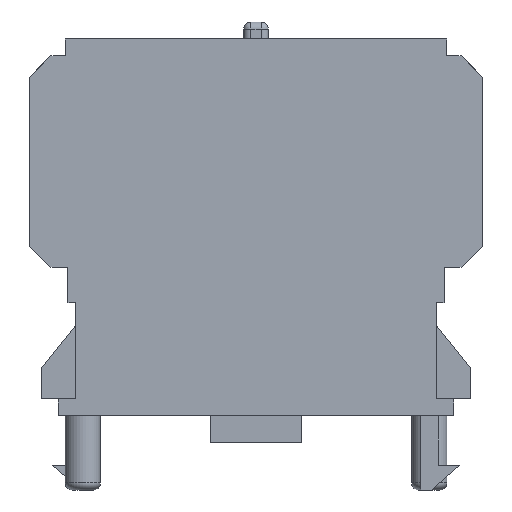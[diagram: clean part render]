
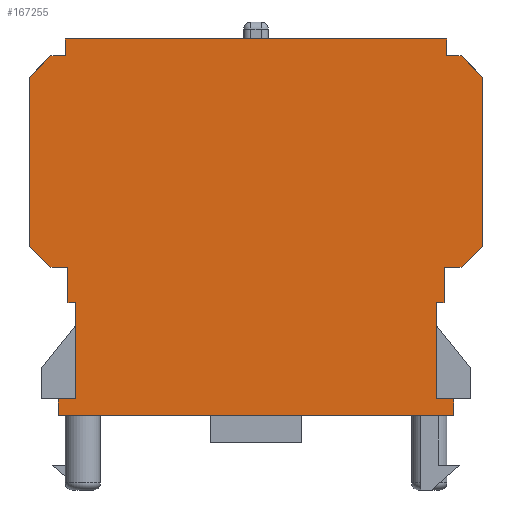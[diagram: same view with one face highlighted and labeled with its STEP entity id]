
A CAD part, left-side view. The second image highlights one B-rep face of the part: STEP entity #167255.
In plain terms, the highlighted planar face has unit normal (-1, 0, 0).
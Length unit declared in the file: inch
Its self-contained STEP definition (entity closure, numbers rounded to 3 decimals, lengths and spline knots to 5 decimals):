
#34304=CARTESIAN_POINT('',(-0.72343,-0.50197,-0.15945));
#34305=VERTEX_POINT('',#34304);
#34312=CARTESIAN_POINT('',(-0.72343,-0.55118,-0.15945));
#34313=VERTEX_POINT('',#34312);
#34314=CARTESIAN_POINT('',(-0.72343,-0.50197,-0.15945));
#34315=DIRECTION('',(0.0,-1.0,0.0));
#34316=VECTOR('',#34315,0.04921);
#34317=LINE('',#34314,#34316);
#34318=EDGE_CURVE('',#34305,#34313,#34317,.T.);
#34848=CARTESIAN_POINT('',(-0.72343,0.55118,-0.15945));
#34849=VERTEX_POINT('',#34848);
#34856=CARTESIAN_POINT('',(-0.72343,0.50197,-0.15945));
#34857=VERTEX_POINT('',#34856);
#34858=CARTESIAN_POINT('',(-0.72343,0.50197,-0.15945));
#34859=DIRECTION('',(0.0,1.0,0.0));
#34860=VECTOR('',#34859,0.04921);
#34861=LINE('',#34858,#34860);
#34862=EDGE_CURVE('',#34857,#34849,#34861,.T.);
#90167=CARTESIAN_POINT('',(-0.72343,-0.5315,0.84252));
#90168=VERTEX_POINT('',#90167);
#90169=CARTESIAN_POINT('',(-0.72343,0.5315,0.84252));
#90170=VERTEX_POINT('',#90169);
#90171=CARTESIAN_POINT('',(-0.72343,-0.5315,0.84252));
#90172=DIRECTION('',(0.0,1.0,0.0));
#90173=VECTOR('',#90172,1.06299);
#90174=LINE('',#90171,#90173);
#90175=EDGE_CURVE('',#90168,#90170,#90174,.T.);
#102733=CARTESIAN_POINT('',(-0.72343,0.5315,0.79528));
#102734=VERTEX_POINT('',#102733);
#102741=CARTESIAN_POINT('',(-0.72343,0.5315,0.84252));
#102742=DIRECTION('',(0.0,0.0,-1.0));
#102743=VECTOR('',#102742,0.04724);
#102744=LINE('',#102741,#102743);
#102745=EDGE_CURVE('',#90170,#102734,#102744,.T.);
#102756=CARTESIAN_POINT('',(-0.72343,-0.5315,0.79528));
#102757=VERTEX_POINT('',#102756);
#102758=CARTESIAN_POINT('',(-0.72343,-0.5315,0.84252));
#102759=DIRECTION('',(0.0,0.0,-1.0));
#102760=VECTOR('',#102759,0.04724);
#102761=LINE('',#102758,#102760);
#102762=EDGE_CURVE('',#90168,#102757,#102761,.T.);
#102936=CARTESIAN_POINT('',(-0.72343,-0.57087,0.79528));
#102937=VERTEX_POINT('',#102936);
#102938=CARTESIAN_POINT('',(-0.72343,-0.57087,0.79528));
#102939=DIRECTION('',(0.0,1.0,0.0));
#102940=VECTOR('',#102939,0.03937);
#102941=LINE('',#102938,#102940);
#102942=EDGE_CURVE('',#102937,#102757,#102941,.T.);
#102992=CARTESIAN_POINT('',(-0.72343,0.57087,0.79528));
#102993=VERTEX_POINT('',#102992);
#103000=CARTESIAN_POINT('',(-0.72343,0.5315,0.79528));
#103001=DIRECTION('',(0.0,1.0,0.0));
#103002=VECTOR('',#103001,0.03937);
#103003=LINE('',#103000,#103002);
#103004=EDGE_CURVE('',#102734,#102993,#103003,.T.);
#144447=CARTESIAN_POINT('',(-0.72343,0.52362,0.20669));
#144448=VERTEX_POINT('',#144447);
#144455=CARTESIAN_POINT('',(-0.72343,0.57087,0.20669));
#144456=VERTEX_POINT('',#144455);
#144457=CARTESIAN_POINT('',(-0.72343,0.57087,0.20669));
#144458=DIRECTION('',(0.0,-1.0,0.0));
#144459=VECTOR('',#144458,0.04724);
#144460=LINE('',#144457,#144459);
#144461=EDGE_CURVE('',#144456,#144448,#144460,.T.);
#144638=CARTESIAN_POINT('',(-0.72343,0.62992,0.73622));
#144639=VERTEX_POINT('',#144638);
#144640=CARTESIAN_POINT('',(-0.72343,0.62992,0.73622));
#144641=DIRECTION('',(0.0,-0.707,0.707));
#144642=VECTOR('',#144641,0.08352);
#144643=LINE('',#144640,#144642);
#144644=EDGE_CURVE('',#144639,#102993,#144643,.T.);
#144725=CARTESIAN_POINT('',(-0.72343,0.62992,0.26575));
#144726=VERTEX_POINT('',#144725);
#144733=CARTESIAN_POINT('',(-0.72343,0.62992,0.26575));
#144734=DIRECTION('',(0.0,0.0,1.0));
#144735=VECTOR('',#144734,0.47047);
#144736=LINE('',#144733,#144735);
#144737=EDGE_CURVE('',#144726,#144639,#144736,.T.);
#144747=CARTESIAN_POINT('',(-0.72343,0.57087,0.20669));
#144748=DIRECTION('',(0.0,0.707,0.707));
#144749=VECTOR('',#144748,0.08352);
#144750=LINE('',#144747,#144749);
#144751=EDGE_CURVE('',#144456,#144726,#144750,.T.);
#145973=CARTESIAN_POINT('',(-0.72343,-0.62992,0.73622));
#145974=VERTEX_POINT('',#145973);
#145975=CARTESIAN_POINT('',(-0.72343,-0.57087,0.79528));
#145976=DIRECTION('',(0.0,-0.707,-0.707));
#145977=VECTOR('',#145976,0.08352);
#145978=LINE('',#145975,#145977);
#145979=EDGE_CURVE('',#102937,#145974,#145978,.T.);
#146062=CARTESIAN_POINT('',(-0.72343,-0.62992,0.26575));
#146063=VERTEX_POINT('',#146062);
#146064=CARTESIAN_POINT('',(-0.72343,-0.62992,0.26575));
#146065=DIRECTION('',(0.0,0.0,1.0));
#146066=VECTOR('',#146065,0.47047);
#146067=LINE('',#146064,#146066);
#146068=EDGE_CURVE('',#146063,#145974,#146067,.T.);
#146094=CARTESIAN_POINT('',(-0.72343,-0.57087,0.20669));
#146095=VERTEX_POINT('',#146094);
#146096=CARTESIAN_POINT('',(-0.72343,-0.62992,0.26575));
#146097=DIRECTION('',(0.,0.707,-0.707));
#146098=VECTOR('',#146097,0.08352);
#146099=LINE('',#146096,#146098);
#146100=EDGE_CURVE('',#146063,#146095,#146099,.T.);
#146116=CARTESIAN_POINT('',(-0.72343,-0.52362,0.20669));
#146117=VERTEX_POINT('',#146116);
#146126=CARTESIAN_POINT('',(-0.72343,-0.52362,0.20669));
#146127=DIRECTION('',(0.0,-1.0,0.0));
#146128=VECTOR('',#146127,0.04724);
#146129=LINE('',#146126,#146128);
#146130=EDGE_CURVE('',#146117,#146095,#146129,.T.);
#159493=CARTESIAN_POINT('',(-0.72343,0.50197,0.10827));
#159494=VERTEX_POINT('',#159493);
#159501=CARTESIAN_POINT('',(-0.72343,0.52362,0.10827));
#159502=VERTEX_POINT('',#159501);
#159503=CARTESIAN_POINT('',(-0.72343,0.50197,0.10827));
#159504=DIRECTION('',(0.0,1.0,0.0));
#159505=VECTOR('',#159504,0.02165);
#159506=LINE('',#159503,#159505);
#159507=EDGE_CURVE('',#159494,#159502,#159506,.T.);
#159600=CARTESIAN_POINT('',(-0.72343,-0.55118,-0.20669));
#159601=VERTEX_POINT('',#159600);
#159608=CARTESIAN_POINT('',(-0.72343,0.55118,-0.20669));
#159609=VERTEX_POINT('',#159608);
#159610=CARTESIAN_POINT('',(-0.72343,0.55118,-0.20669));
#159611=DIRECTION('',(0.0,-1.0,0.0));
#159612=VECTOR('',#159611,1.10236);
#159613=LINE('',#159610,#159612);
#159614=EDGE_CURVE('',#159609,#159601,#159613,.T.);
#162503=CARTESIAN_POINT('',(-0.72343,0.52362,0.10827));
#162504=DIRECTION('',(0.0,0.0,1.0));
#162505=VECTOR('',#162504,0.09843);
#162506=LINE('',#162503,#162505);
#162507=EDGE_CURVE('',#159502,#144448,#162506,.T.);
#162668=CARTESIAN_POINT('',(-0.72343,0.55118,-0.20669));
#162669=DIRECTION('',(0.0,0.0,1.0));
#162670=VECTOR('',#162669,0.04724);
#162671=LINE('',#162668,#162670);
#162672=EDGE_CURVE('',#159609,#34849,#162671,.T.);
#163031=CARTESIAN_POINT('',(-0.72343,-0.52362,0.10827));
#163032=VERTEX_POINT('',#163031);
#163039=CARTESIAN_POINT('',(-0.72343,-0.50197,0.10827));
#163040=VERTEX_POINT('',#163039);
#163041=CARTESIAN_POINT('',(-0.72343,-0.50197,0.10827));
#163042=DIRECTION('',(0.0,-1.0,0.0));
#163043=VECTOR('',#163042,0.02165);
#163044=LINE('',#163041,#163043);
#163045=EDGE_CURVE('',#163040,#163032,#163044,.T.);
#164163=CARTESIAN_POINT('',(-0.72343,-0.55118,-0.20669));
#164164=DIRECTION('',(0.0,0.0,1.0));
#164165=VECTOR('',#164164,0.04724);
#164166=LINE('',#164163,#164165);
#164167=EDGE_CURVE('',#159601,#34313,#164166,.T.);
#164243=CARTESIAN_POINT('',(-0.72343,-0.50197,0.10827));
#164244=DIRECTION('',(0.0,0.0,-1.0));
#164245=VECTOR('',#164244,0.26772);
#164246=LINE('',#164243,#164245);
#164247=EDGE_CURVE('',#163040,#34305,#164246,.T.);
#165559=CARTESIAN_POINT('',(-0.72343,-0.52362,0.10827));
#165560=DIRECTION('',(0.0,0.0,1.0));
#165561=VECTOR('',#165560,0.09843);
#165562=LINE('',#165559,#165561);
#165563=EDGE_CURVE('',#163032,#146117,#165562,.T.);
#167219=CARTESIAN_POINT('',(-0.72343,-0.50197,0.0));
#167220=DIRECTION('',(-1.0,0.0,0.0));
#167221=DIRECTION('',(0.0,0.0,1.0));
#167222=AXIS2_PLACEMENT_3D('',#167219,#167220,#167221);
#167223=PLANE('',#167222);
#167224=ORIENTED_EDGE('',*,*,#162507,.F.);
#167225=ORIENTED_EDGE('',*,*,#159507,.F.);
#167226=CARTESIAN_POINT('',(-0.72343,0.50197,-0.15945));
#167227=DIRECTION('',(0.0,0.0,1.0));
#167228=VECTOR('',#167227,0.26772);
#167229=LINE('',#167226,#167228);
#167230=EDGE_CURVE('',#34857,#159494,#167229,.T.);
#167231=ORIENTED_EDGE('',*,*,#167230,.F.);
#167232=ORIENTED_EDGE('',*,*,#34862,.T.);
#167233=ORIENTED_EDGE('',*,*,#162672,.F.);
#167234=ORIENTED_EDGE('',*,*,#159614,.T.);
#167235=ORIENTED_EDGE('',*,*,#164167,.T.);
#167236=ORIENTED_EDGE('',*,*,#34318,.F.);
#167237=ORIENTED_EDGE('',*,*,#164247,.F.);
#167238=ORIENTED_EDGE('',*,*,#163045,.T.);
#167239=ORIENTED_EDGE('',*,*,#165563,.T.);
#167240=ORIENTED_EDGE('',*,*,#146130,.T.);
#167241=ORIENTED_EDGE('',*,*,#146100,.F.);
#167242=ORIENTED_EDGE('',*,*,#146068,.T.);
#167243=ORIENTED_EDGE('',*,*,#145979,.F.);
#167244=ORIENTED_EDGE('',*,*,#102942,.T.);
#167245=ORIENTED_EDGE('',*,*,#102762,.F.);
#167246=ORIENTED_EDGE('',*,*,#90175,.T.);
#167247=ORIENTED_EDGE('',*,*,#102745,.T.);
#167248=ORIENTED_EDGE('',*,*,#103004,.T.);
#167249=ORIENTED_EDGE('',*,*,#144644,.F.);
#167250=ORIENTED_EDGE('',*,*,#144737,.F.);
#167251=ORIENTED_EDGE('',*,*,#144751,.F.);
#167252=ORIENTED_EDGE('',*,*,#144461,.T.);
#167253=EDGE_LOOP('',(#167224,#167225,#167231,#167232,#167233,#167234,#167235,#167236,#167237,#167238,#167239,#167240,#167241,#167242,#167243,#167244,#167245,#167246,#167247,#167248,#167249,#167250,#167251,#167252));
#167254=FACE_OUTER_BOUND('',#167253,.T.);
#167255=ADVANCED_FACE('',(#167254),#167223,.T.);
